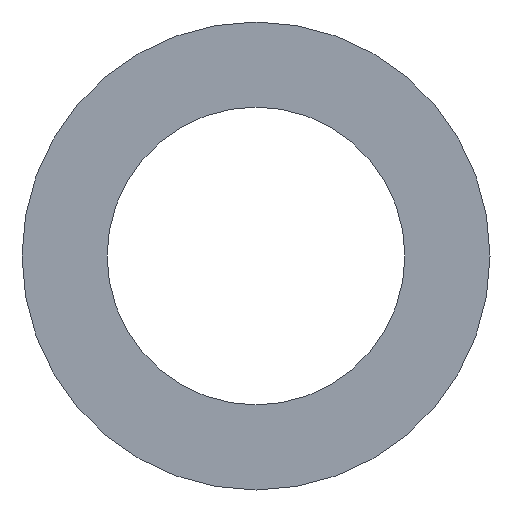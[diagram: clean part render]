
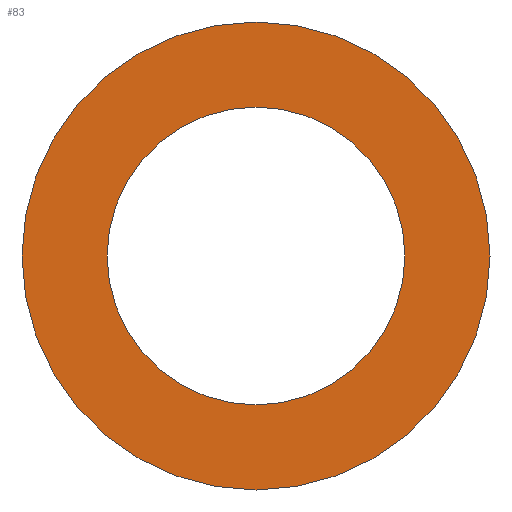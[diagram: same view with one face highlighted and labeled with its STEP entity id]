
A CAD part, left-side view. The second image highlights one B-rep face of the part: STEP entity #83.
In plain terms, the highlighted planar face has unit normal (-1, 0, 0).
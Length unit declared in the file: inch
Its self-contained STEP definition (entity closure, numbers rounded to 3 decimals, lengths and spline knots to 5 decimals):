
#22=FACE_BOUND('',#31,.T.);
#25=FACE_OUTER_BOUND('',#30,.T.);
#30=EDGE_LOOP('',(#69,#70));
#31=EDGE_LOOP('',(#71,#72));
#37=CIRCLE('',#111,0.4375);
#38=CIRCLE('',#112,0.4375);
#39=CIRCLE('',#114,0.6875);
#40=CIRCLE('',#115,0.6875);
#45=VERTEX_POINT('',#156);
#46=VERTEX_POINT('',#158);
#47=VERTEX_POINT('',#162);
#48=VERTEX_POINT('',#163);
#54=EDGE_CURVE('',#46,#45,#37,.T.);
#55=EDGE_CURVE('',#45,#46,#38,.T.);
#56=EDGE_CURVE('',#47,#48,#39,.T.);
#57=EDGE_CURVE('',#48,#47,#40,.T.);
#69=ORIENTED_EDGE('',*,*,#56,.F.);
#70=ORIENTED_EDGE('',*,*,#57,.F.);
#71=ORIENTED_EDGE('',*,*,#54,.T.);
#72=ORIENTED_EDGE('',*,*,#55,.T.);
#80=PLANE('',#113);
#83=ADVANCED_FACE('',(#25,#22),#80,.T.);
#111=AXIS2_PLACEMENT_3D('',#159,#132,#133);
#112=AXIS2_PLACEMENT_3D('',#160,#134,#135);
#113=AXIS2_PLACEMENT_3D('',#161,#136,#137);
#114=AXIS2_PLACEMENT_3D('',#164,#138,#139);
#115=AXIS2_PLACEMENT_3D('',#165,#140,#141);
#132=DIRECTION('center_axis',(1.,0.,0.));
#133=DIRECTION('ref_axis',(0.,1.,0.));
#134=DIRECTION('center_axis',(1.,0.,0.));
#135=DIRECTION('ref_axis',(0.,1.,0.));
#136=DIRECTION('center_axis',(-1.,0.,0.));
#137=DIRECTION('ref_axis',(0.,0.,1.));
#138=DIRECTION('center_axis',(1.,0.,0.));
#139=DIRECTION('ref_axis',(0.,1.,0.));
#140=DIRECTION('center_axis',(1.,0.,0.));
#141=DIRECTION('ref_axis',(0.,1.,0.));
#156=CARTESIAN_POINT('',(1.31291,-0.4375,0.));
#158=CARTESIAN_POINT('',(1.31291,0.4375,0.));
#159=CARTESIAN_POINT('Origin',(1.31291,0.,0.));
#160=CARTESIAN_POINT('Origin',(1.31291,0.,0.));
#161=CARTESIAN_POINT('Origin',(1.31291,0.5625,0.));
#162=CARTESIAN_POINT('',(1.31291,0.6875,0.));
#163=CARTESIAN_POINT('',(1.31291,-0.6875,0.));
#164=CARTESIAN_POINT('Origin',(1.31291,0.,0.));
#165=CARTESIAN_POINT('Origin',(1.31291,0.,0.));
